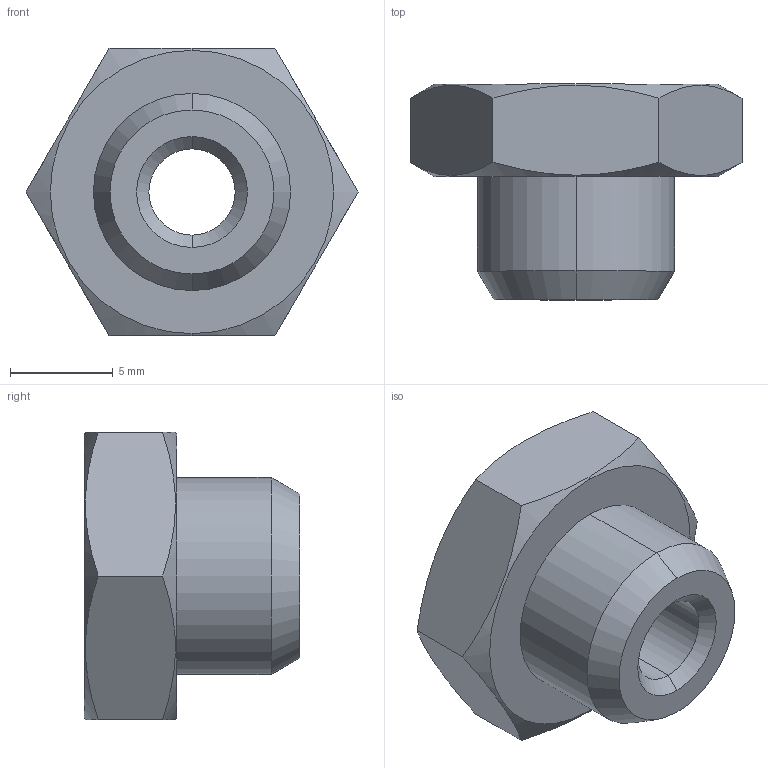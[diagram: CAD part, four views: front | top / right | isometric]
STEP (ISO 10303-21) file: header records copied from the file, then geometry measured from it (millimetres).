
FILE_DESCRIPTION (( 'STEP AP203' ), '1' );
FILE_NAME ('05050001.STEP', '2010-09-10T14:39:08', ( 'Flavio' ), ( '' ), 'SwSTEP 2.0', 'SolidWorks 2009', '' );
FILE_SCHEMA (( 'CONFIG_CONTROL_DESIGN' ));
Length unit declared in the file: millimetre
Products named in the file (1): 05050001
Bounding box: 16.17 x 10.5 x 14 mm (x, y, z)
Volume: 1023.3 mm3; surface area: 801.1 mm2
Topology: 1 solids, 1 shells, 23 faces, 54 edges, 34 vertices
Faces by surface type: cone 10, plane 9, cylinder 4
Entity records: 835 total; most frequent: CARTESIAN_POINT 240, ORIENTED_EDGE 108, DIRECTION 104, EDGE_CURVE 54, AXIS2_PLACEMENT_3D 42, VERTEX_POINT 34, EDGE_LOOP 26, FACE_OUTER_BOUND 23
